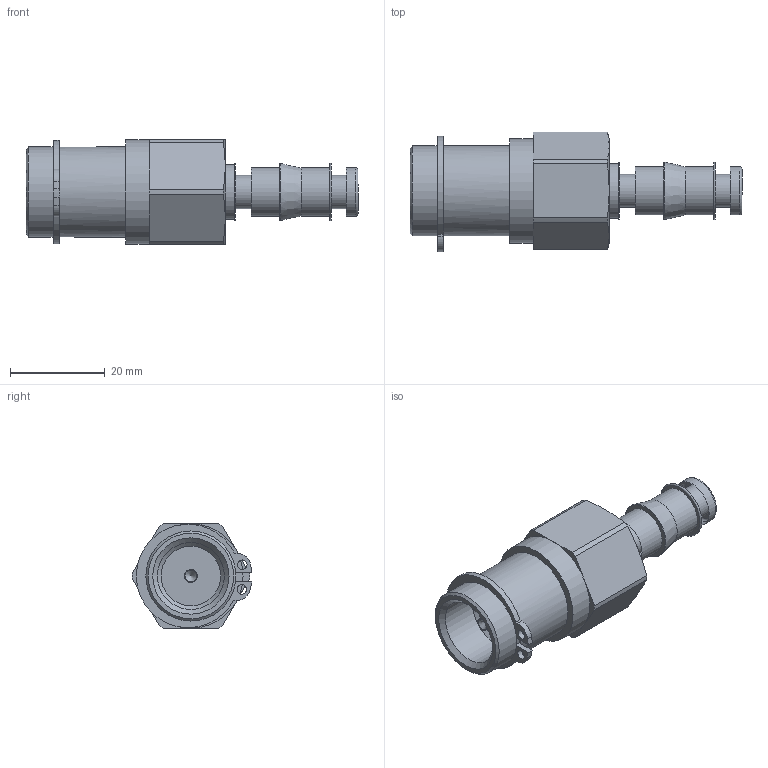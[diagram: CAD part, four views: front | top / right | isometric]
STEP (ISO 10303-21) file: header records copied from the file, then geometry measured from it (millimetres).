
FILE_DESCRIPTION(/* description */ (''),/* implementation_level */ '2;1');
FILE_NAME(/* name */ 'MKMF 10 TAB.stp',/* time_stamp */ '2023-04-25T09:56:11+02:00',/* author */ ('meier'),/* organization */ (''),/* preprocessor_version */ 'ST-DEVELOPER v18.1',/* originating_system */ 'Autodesk Inventor 2022',/* authorisation */ '0 mm^3');
FILE_SCHEMA (('AUTOMOTIVE_DESIGN { 1 0 10303 214 3 1 1 }'));
Length unit declared in the file: millimetre
Products named in the file (1): LUE_00035623
Bounding box: 70 x 25.26 x 22 mm (x, y, z)
Volume: 14528 mm3; surface area: 5975.7 mm2
Topology: 1 solids, 1 shells, 72 faces, 164 edges, 103 vertices
Faces by surface type: plane 32, cylinder 23, cone 13, torus 4
Full cylindrical faces by diameter (mm): 2 x2, 2.8 x1, 7 x1, 10.15 x3, 11.5 x1, 12.55 x1, 14.1 x1, 18 x1, 19 x2, 22 x1
Entity records: 2151 total; most frequent: DIRECTION 379, CARTESIAN_POINT 363, ORIENTED_EDGE 326, EDGE_CURVE 163, AXIS2_PLACEMENT_3D 155, VERTEX_POINT 103, EDGE_LOOP 86, CIRCLE 82
